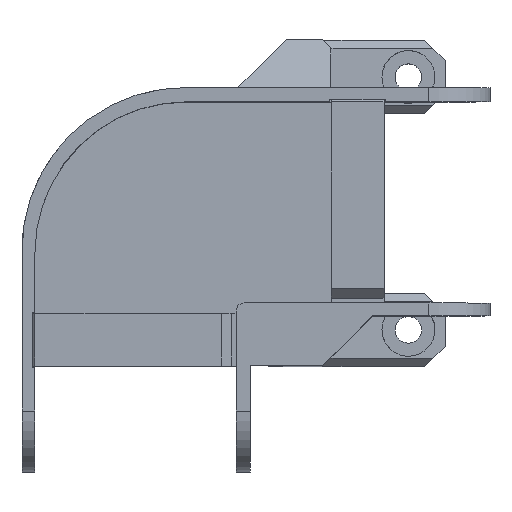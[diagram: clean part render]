
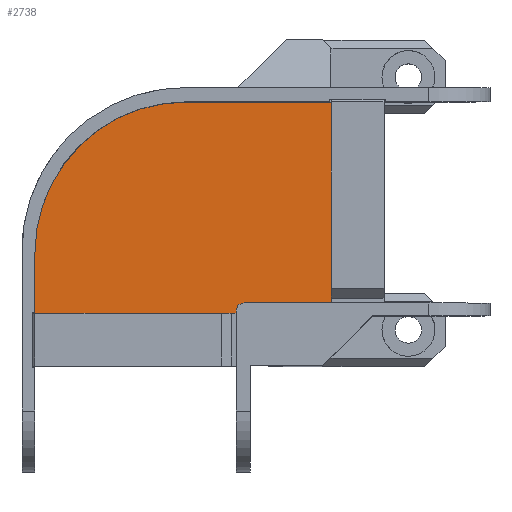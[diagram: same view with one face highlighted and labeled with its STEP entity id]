
A CAD part, top view. The second image highlights one B-rep face of the part: STEP entity #2738.
In plain terms, the highlighted planar face has unit normal (0, 0, 1).
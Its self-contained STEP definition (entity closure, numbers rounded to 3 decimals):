
#79=CIRCLE('',#2877,1.);
#90=CIRCLE('',#2915,18.546);
#150=FACE_OUTER_BOUND('',#306,.T.);
#306=EDGE_LOOP('',(#2064,#2065,#2066,#2067,#2068,#2069,#2070,#2071));
#495=LINE('',#3945,#850);
#502=LINE('',#3963,#857);
#512=LINE('',#3990,#867);
#520=LINE('',#4010,#875);
#562=LINE('',#4106,#917);
#564=LINE('',#4110,#919);
#850=VECTOR('',#3183,10.);
#857=VECTOR('',#3198,10.);
#867=VECTOR('',#3226,10.);
#875=VECTOR('',#3240,10.);
#917=VECTOR('',#3328,10.);
#919=VECTOR('',#3332,10.);
#1202=VERTEX_POINT('',#3942);
#1203=VERTEX_POINT('',#3944);
#1209=VERTEX_POINT('',#3958);
#1210=VERTEX_POINT('',#3962);
#1218=VERTEX_POINT('',#3989);
#1227=VERTEX_POINT('',#4009);
#1258=VERTEX_POINT('',#4105);
#1259=VERTEX_POINT('',#4109);
#1482=EDGE_CURVE('',#1202,#1203,#495,.T.);
#1489=EDGE_CURVE('',#1209,#1203,#79,.T.);
#1491=EDGE_CURVE('',#1210,#1209,#502,.T.);
#1504=EDGE_CURVE('',#1210,#1218,#512,.T.);
#1514=EDGE_CURVE('',#1218,#1227,#520,.T.);
#1561=EDGE_CURVE('',#1258,#1202,#562,.T.);
#1563=EDGE_CURVE('',#1258,#1259,#564,.T.);
#1564=EDGE_CURVE('',#1259,#1227,#90,.T.);
#2064=ORIENTED_EDGE('',*,*,#1514,.F.);
#2065=ORIENTED_EDGE('',*,*,#1504,.F.);
#2066=ORIENTED_EDGE('',*,*,#1491,.T.);
#2067=ORIENTED_EDGE('',*,*,#1489,.T.);
#2068=ORIENTED_EDGE('',*,*,#1482,.F.);
#2069=ORIENTED_EDGE('',*,*,#1561,.F.);
#2070=ORIENTED_EDGE('',*,*,#1563,.T.);
#2071=ORIENTED_EDGE('',*,*,#1564,.T.);
#2600=PLANE('',#2914);
#2738=ADVANCED_FACE('',(#150),#2600,.T.);
#2877=AXIS2_PLACEMENT_3D('',#3959,#3193,#3194);
#2914=AXIS2_PLACEMENT_3D('',#4108,#3330,#3331);
#2915=AXIS2_PLACEMENT_3D('',#4111,#3333,#3334);
#3183=DIRECTION('',(-1.,0.,0.));
#3193=DIRECTION('center_axis',(0.,0.,-1.));
#3194=DIRECTION('ref_axis',(0.,1.,0.));
#3198=DIRECTION('',(0.,1.,0.));
#3226=DIRECTION('',(-1.,0.,0.));
#3240=DIRECTION('',(0.,1.,0.));
#3328=DIRECTION('',(0.,-1.,0.));
#3330=DIRECTION('center_axis',(0.,0.,1.));
#3331=DIRECTION('ref_axis',(-1.,0.,0.));
#3332=DIRECTION('',(-1.,0.,0.));
#3333=DIRECTION('center_axis',(0.,0.,1.));
#3334=DIRECTION('ref_axis',(-0.005,-1.,0.));
#3942=CARTESIAN_POINT('',(-72.997,-12.336,62.));
#3944=CARTESIAN_POINT('',(-90.147,-12.336,62.));
#3945=CARTESIAN_POINT('',(-72.756,-12.336,62.));
#3958=CARTESIAN_POINT('',(-91.147,-13.336,62.));
#3959=CARTESIAN_POINT('Origin',(-90.147,-13.336,62.));
#3962=CARTESIAN_POINT('',(-91.147,-20.085,62.));
#3963=CARTESIAN_POINT('',(-91.147,-6.668,62.));
#3989=CARTESIAN_POINT('',(-115.818,-20.085,62.));
#3990=CARTESIAN_POINT('',(-109.397,-20.085,62.));
#4009=CARTESIAN_POINT('',(-115.818,-6.21,62.));
#4010=CARTESIAN_POINT('',(-115.818,-20.326,62.));
#4105=CARTESIAN_POINT('',(-72.997,12.336,62.));
#4106=CARTESIAN_POINT('',(-72.997,-5.914,62.));
#4108=CARTESIAN_POINT('Origin',(-96.526,0.,62.));
#4109=CARTESIAN_POINT('',(-97.178,12.336,62.));
#4110=CARTESIAN_POINT('',(-96.852,12.336,62.));
#4111=CARTESIAN_POINT('Origin',(-97.272,-6.21,62.));
